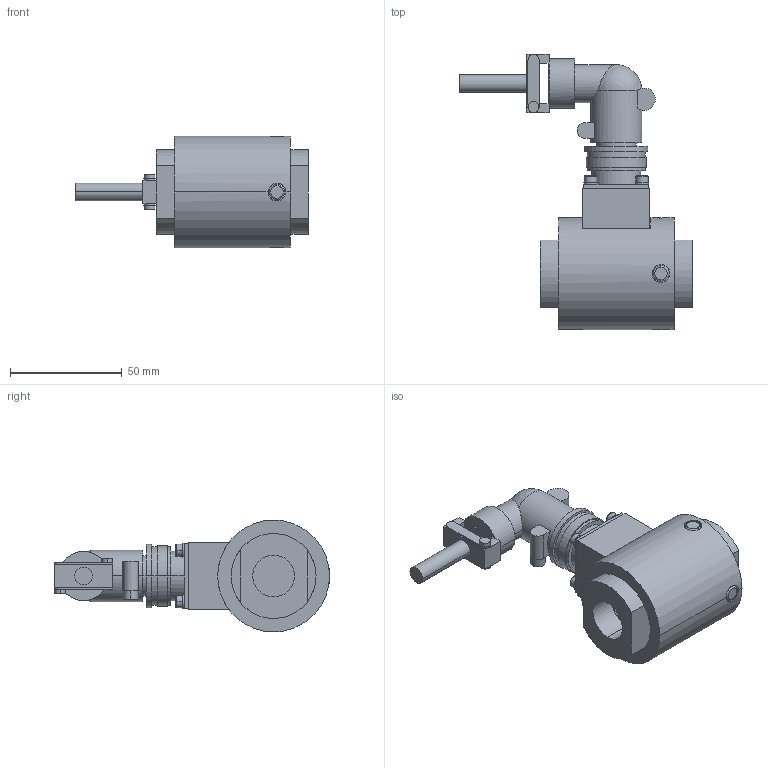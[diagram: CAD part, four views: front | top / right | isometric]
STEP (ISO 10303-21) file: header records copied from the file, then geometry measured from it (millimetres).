
FILE_DESCRIPTION((''),'2;1');
FILE_NAME('50080.stp','2007-07-27T09:16:25',(''),(''),'Mechanical Desktop 2007','Mechanical Desktop 2007',', , ');
FILE_SCHEMA(('CONFIG_CONTROL_DESIGN'));
Length unit declared in the file: millimetre
Products named in the file (16): D50080; L49026; TEIL1AAA; I-6KT_SCHRAUBE_M4X10; I-6KT_SCHRAUBE_M4X10A; I-6KT_SCHRAUBE_M3X25; I-6KT_SCHRAUBE_M3X25A; FEDERRING_M3A; FEDERRING_M3; D4866104; TEIL1A; D48580; TEIL1; FLANSCHDOSE_WINKEL_AMPH_4-POLIG; TEIL1AA; RM_SDB
Assembly tree (26 placements, depth 3):
  D50080
    L49026
      TEIL1AAA
    I-6KT_SCHRAUBE_M4X10  x4
      I-6KT_SCHRAUBE_M4X10A
    I-6KT_SCHRAUBE_M3X25  x4
      I-6KT_SCHRAUBE_M3X25A
    FEDERRING_M3A  x4
      FEDERRING_M3
    D4866104
      TEIL1A
    D48580
      TEIL1
    FLANSCHDOSE_WINKEL_AMPH_4-POLIG
      TEIL1AA
    RM_SDB  x3
Bounding box: 104 x 123 x 50 mm (x, y, z)
Volume: 147280.3 mm3; surface area: 47485.8 mm2
Topology: 16 solids, 16 shells, 304 faces, 750 edges, 489 vertices
Faces by surface type: cylinder 154, plane 105, torus 24, cone 20, sphere 1
Entity records: 8710 total; most frequent: CARTESIAN_POINT 2759, DIRECTION 1241, ORIENTED_EDGE 1144, EDGE_CURVE 572, AXIS2_PLACEMENT_3D 503, VERTEX_POINT 373, EDGE_LOOP 277, CIRCLE 256
